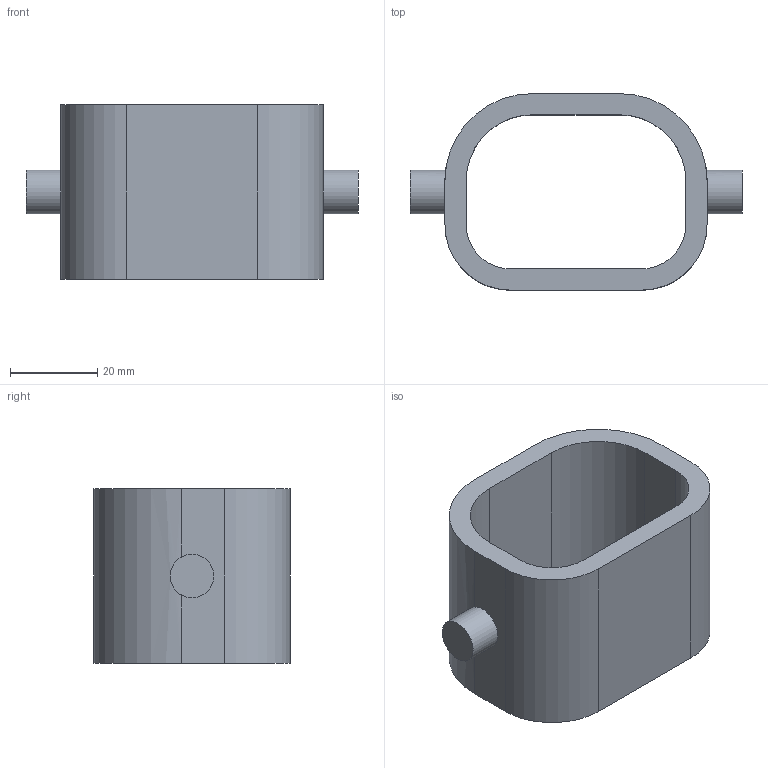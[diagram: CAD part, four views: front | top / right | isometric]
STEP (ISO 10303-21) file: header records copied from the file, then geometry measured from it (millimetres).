
FILE_DESCRIPTION(/* description */ ('STEP AP214'),/* implementation_level */ '2;1');
FILE_NAME(/* name */ '60271169ad73a710385375e2',/* time_stamp */ '2021-02-12T23:38:18+00:00',/* author */ (''),/* organization */ (''),/* preprocessor_version */ 'ST-DEVELOPER v18.1',/* originating_system */ ' ',/* authorisation */ ' ');
FILE_SCHEMA (('AUTOMOTIVE_DESIGN {1 0 10303 214 3 1 1}'));
Length unit declared in the file: metre
Products named in the file (1): Segment
Bounding box: 76 x 45 x 40 mm (x, y, z)
Volume: 33208.3 mm3; surface area: 15279.6 mm2
Topology: 1 solids, 1 shells, 22 faces, 66 edges, 46 vertices
Faces by surface type: plane 12, cylinder 10
Full cylindrical faces by diameter (mm): 10 x2
Entity records: 772 total; most frequent: CARTESIAN_POINT 141, DIRECTION 126, ORIENTED_EDGE 124, EDGE_CURVE 62, VERTEX_POINT 44, AXIS2_PLACEMENT_3D 43, LINE 40, VECTOR 40
